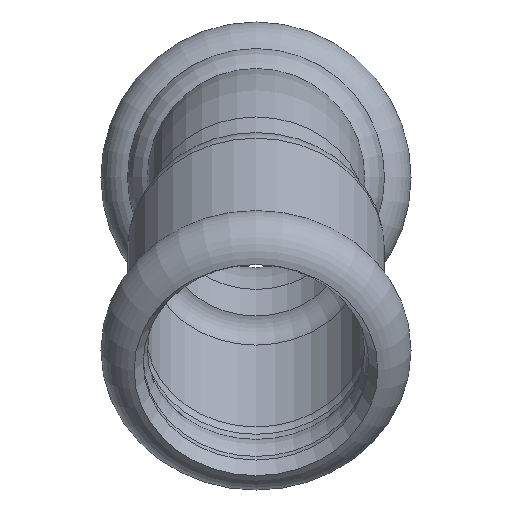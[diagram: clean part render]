
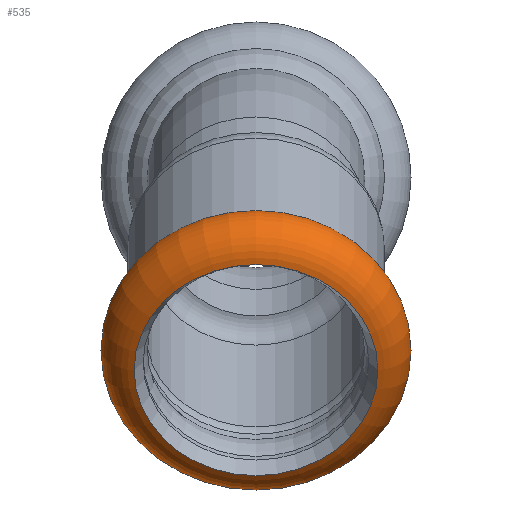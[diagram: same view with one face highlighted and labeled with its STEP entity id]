
A CAD part, left-side view. The second image highlights one B-rep face of the part: STEP entity #535.
In plain terms, the highlighted toroidal (fillet/blend) face has major radius 9.508 mm and minor radius 3.346 mm.
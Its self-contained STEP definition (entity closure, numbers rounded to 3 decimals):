
#61=FACE_OUTER_BOUND('',#87,.T.);
#87=EDGE_LOOP('',(#343,#344,#345,#346,#347,#348,#349,#350));
#113=CIRCLE('',#582,10.1);
#114=CIRCLE('',#583,3.346);
#115=CIRCLE('',#584,10.65);
#116=CIRCLE('',#585,10.65);
#117=CIRCLE('',#586,10.65);
#118=CIRCLE('',#587,10.1);
#119=CIRCLE('',#588,10.1);
#189=VERTEX_POINT('',#905);
#190=VERTEX_POINT('',#906);
#191=VERTEX_POINT('',#908);
#192=VERTEX_POINT('',#910);
#193=VERTEX_POINT('',#912);
#194=VERTEX_POINT('',#915);
#253=EDGE_CURVE('',#189,#190,#113,.T.);
#254=EDGE_CURVE('',#190,#191,#114,.T.);
#255=EDGE_CURVE('',#192,#191,#115,.T.);
#256=EDGE_CURVE('',#193,#192,#116,.T.);
#257=EDGE_CURVE('',#191,#193,#117,.T.);
#258=EDGE_CURVE('',#190,#194,#118,.T.);
#259=EDGE_CURVE('',#194,#189,#119,.T.);
#343=ORIENTED_EDGE('',*,*,#253,.T.);
#344=ORIENTED_EDGE('',*,*,#254,.T.);
#345=ORIENTED_EDGE('',*,*,#255,.F.);
#346=ORIENTED_EDGE('',*,*,#256,.F.);
#347=ORIENTED_EDGE('',*,*,#257,.F.);
#348=ORIENTED_EDGE('',*,*,#254,.F.);
#349=ORIENTED_EDGE('',*,*,#258,.T.);
#350=ORIENTED_EDGE('',*,*,#259,.T.);
#523=TOROIDAL_SURFACE('',#581,9.508,3.346);
#535=ADVANCED_FACE('',(#61),#523,.T.);
#581=AXIS2_PLACEMENT_3D('',#904,#685,#686);
#582=AXIS2_PLACEMENT_3D('',#907,#687,#688);
#583=AXIS2_PLACEMENT_3D('',#909,#689,#690);
#584=AXIS2_PLACEMENT_3D('',#911,#691,#692);
#585=AXIS2_PLACEMENT_3D('',#913,#693,#694);
#586=AXIS2_PLACEMENT_3D('',#914,#695,#696);
#587=AXIS2_PLACEMENT_3D('',#916,#697,#698);
#588=AXIS2_PLACEMENT_3D('',#917,#699,#700);
#685=DIRECTION('center_axis',(-0.866,0.,
-0.5));
#686=DIRECTION('ref_axis',(0.5,0.,-0.866));
#687=DIRECTION('center_axis',(0.866,0.,0.5));
#688=DIRECTION('ref_axis',(0.,1.,0.));
#689=DIRECTION('center_axis',(0.,1.,0.));
#690=DIRECTION('ref_axis',(-0.5,0.,0.866));
#691=DIRECTION('center_axis',(0.866,0.,0.5));
#692=DIRECTION('ref_axis',(0.,1.,0.));
#693=DIRECTION('center_axis',(0.866,0.,0.5));
#694=DIRECTION('ref_axis',(0.,1.,0.));
#695=DIRECTION('center_axis',(0.866,0.,0.5));
#696=DIRECTION('ref_axis',(0.,1.,0.));
#697=DIRECTION('center_axis',(0.866,0.,0.5));
#698=DIRECTION('ref_axis',(0.,1.,0.));
#699=DIRECTION('center_axis',(0.866,0.,0.5));
#700=DIRECTION('ref_axis',(0.,1.,0.));
#904=CARTESIAN_POINT('Origin',(-24.861,0.,
-14.354));
#905=CARTESIAN_POINT('',(-27.713,10.1,-16.));
#906=CARTESIAN_POINT('',(-32.763,0.,-7.253));
#907=CARTESIAN_POINT('Origin',(-27.713,0.,-16.));
#908=CARTESIAN_POINT('',(-27.463,0.,-3.558));
#909=CARTESIAN_POINT('Origin',(-29.615,0.,
-6.119));
#910=CARTESIAN_POINT('',(-22.138,10.65,-12.781));
#911=CARTESIAN_POINT('Origin',(-22.138,0.,-12.781));
#912=CARTESIAN_POINT('',(-22.138,-10.65,-12.781));
#913=CARTESIAN_POINT('Origin',(-22.138,0.,-12.781));
#914=CARTESIAN_POINT('Origin',(-22.138,0.,-12.781));
#915=CARTESIAN_POINT('',(-27.713,-10.1,-16.));
#916=CARTESIAN_POINT('Origin',(-27.713,0.,-16.));
#917=CARTESIAN_POINT('Origin',(-27.713,0.,-16.));
